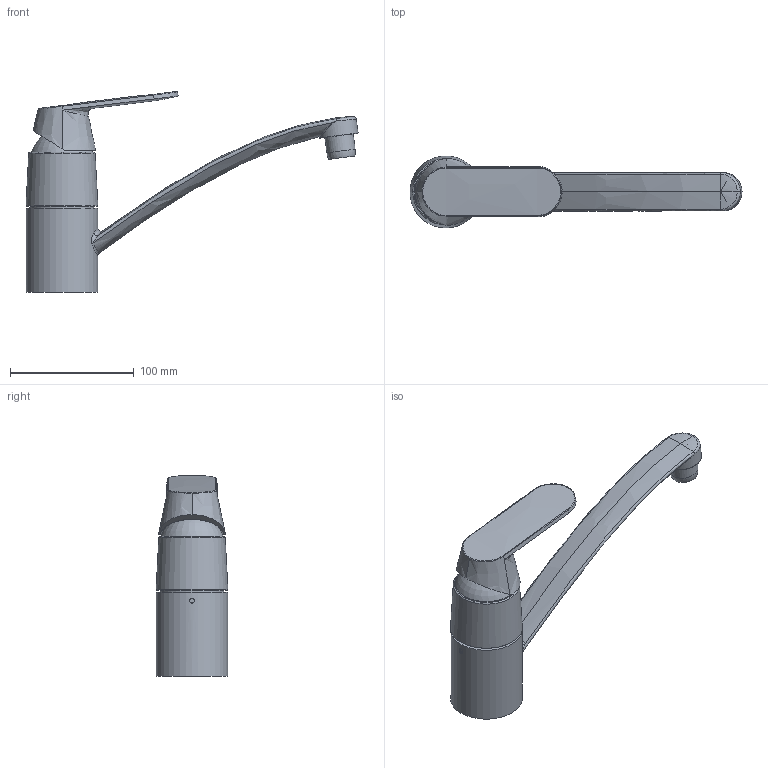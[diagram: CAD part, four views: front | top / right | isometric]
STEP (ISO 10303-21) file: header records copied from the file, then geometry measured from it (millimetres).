
FILE_DESCRIPTION(/* description */ ('Unknown'),/* implementation_level */ '2;1');
FILE_NAME(/* name */ '31179000',/* time_stamp */ '2022-09-09T11:00:32+02:00',/* author */ ('Unknown'),/* organization */ ('GROHE AG'),/* preprocessor_version */ 'ST-DEVELOPER v16.7',/* originating_system */ 'DEX',/* authorisation */ $);
FILE_SCHEMA (('AUTOMOTIVE_DESIGN { 1 0 10303 214 3 1 1 }','TECHNICAL_DATA_PACKAGING','AUTOMOTIVE_DESIGN {1 0 10303 214 3 1 1}'));
Length unit declared in the file: millimetre
Products named in the file (2): 31179000; id11
Assembly tree (1 placements, depth 2):
  31179000
    id11
Bounding box: 268.03 x 58 x 162.24 mm (x, y, z)
Surface area: 66410.6 mm2 (no closed solid volume)
Topology: 0 solids, 7 shells, 82 faces, 229 edges, 147 vertices
Faces by surface type: bspline 46, cylinder 12, plane 11, torus 9, cone 2, sphere 2
Full cylindrical faces by diameter (mm): 4 x1, 6.5 x1, 23 x1, 30.6 x1, 58 x1
Entity records: 5392 total; most frequent: CARTESIAN_POINT 3734, ORIENTED_EDGE 348, EDGE_CURVE 207, DIRECTION 202, VERTEX_POINT 144, B_SPLINE_CURVE_WITH_KNOTS 141, EDGE_LOOP 101, FACE_BOUND 101
